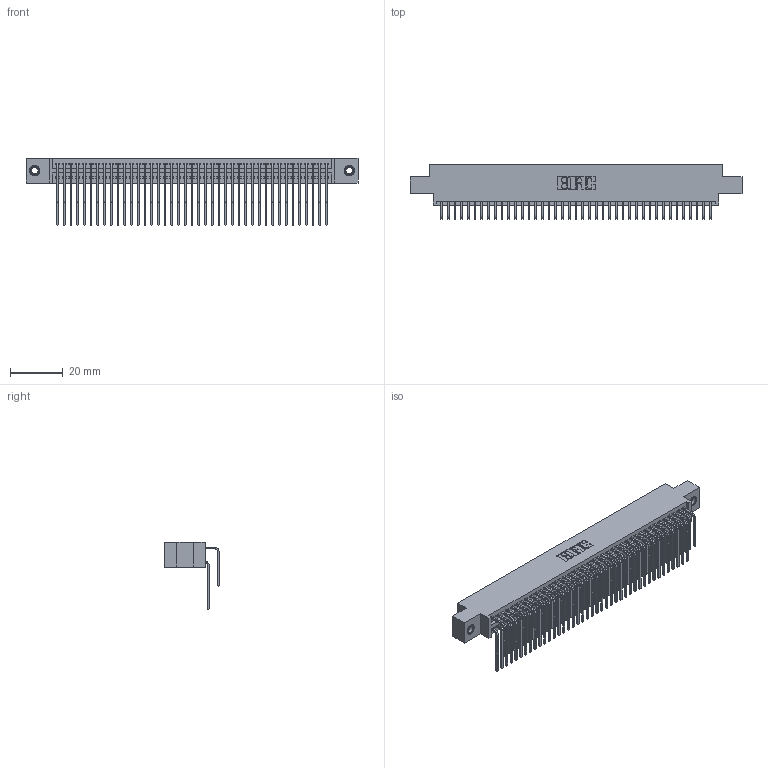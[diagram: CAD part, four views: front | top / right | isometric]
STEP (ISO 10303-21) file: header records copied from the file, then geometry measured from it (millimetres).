
FILE_DESCRIPTION (( 'STEP AP203' ), '1' );
FILE_NAME ('345-082-559-807.STEP', '2019-11-01T02:41:59', ( '' ), ( '' ), 'SwSTEP 2.0', 'SolidWorks 2016', '' );
FILE_SCHEMA (( 'CONFIG_CONTROL_DESIGN' ));
Length unit declared in the file: inch
Products named in the file (5): 345-292-001_558 559 Tail - 1; 345-292-001_559 Tail - 2; 345-250-001_345-250-005-103; 345 Part_0.170 Offset - 0.156 Dia-TI; 345-082-559-807
Assembly tree (85 placements, depth 2):
  345-082-559-807
    345 Part_0.170 Offset - 0.156 Dia-TI
    345-292-001_558 559 Tail - 1  x41
    345-292-001_559 Tail - 2  x41
    345-250-001_345-250-005-103  x2
Bounding box: 125.35 x 20.56 x 25.53 mm (x, y, z)
Volume: 12513.4 mm3; surface area: 20873.2 mm2
Topology: 85 solids, 85 shells, 4454 faces, 13199 edges, 8682 vertices
Faces by surface type: plane 2986, cylinder 1452, cone 12, torus 4
Entity records: 35274 total; most frequent: CARTESIAN_POINT 5942, ORIENTED_EDGE 5818, DIRECTION 5239, EDGE_CURVE 2909, VECTOR 2553, LINE 2553, VERTEX_POINT 1932, AXIS2_PLACEMENT_3D 1343
